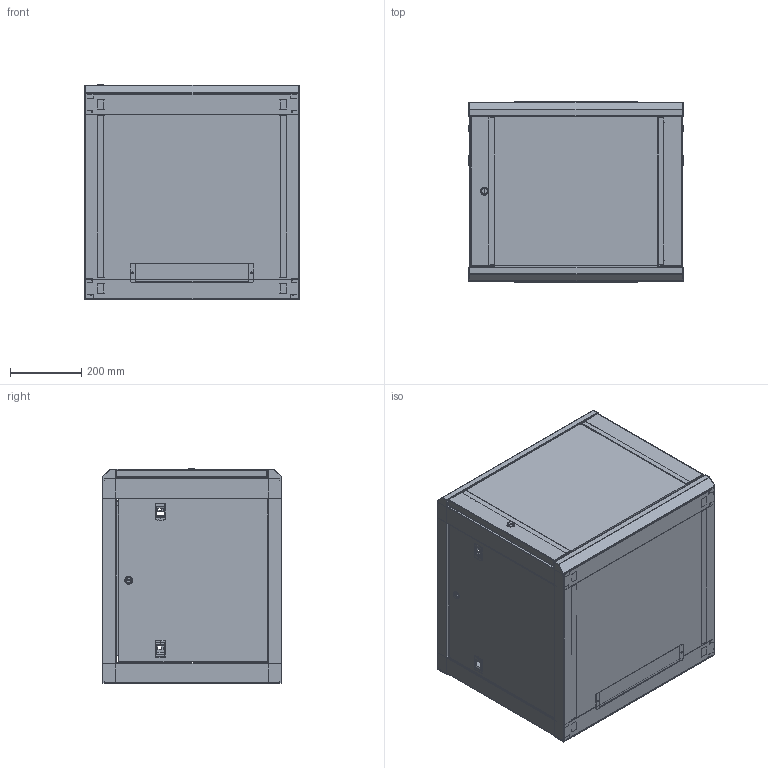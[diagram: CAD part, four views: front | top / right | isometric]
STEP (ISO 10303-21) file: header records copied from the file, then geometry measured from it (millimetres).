
FILE_DESCRIPTION (( 'STEP AP214' ), '1' );
FILE_NAME ('LC-SMA6609_3D.step', '2024-08-30T21:09:00', ( '' ), ( '' ), 'SwSTEP 2.0', 'SolidWorks 2022', '' );
FILE_SCHEMA (( 'AUTOMOTIVE_DESIGN' ));
Length unit declared in the file: millimetre
Products named in the file (39): LC-SMA6609_3D; Vt Mtg Rails^LC-SMA6609; Copy of Frame Part2^Frame Assy_LC-SMA6609; base panel 600 mm^base pnl assy_LC-SMA6609; L Bracket^LC-SMA6609; cable mgmt plate^top cover assy_LC-SMA6609; latch, lock^door lock_Side Pnl Assy_LC-SMA6609; screw, Lock^door lock_door assy_LC-SMA6609; Top Cover 600 mm^top cover assy_LC-SMA6609; door lock^Side Pnl Assy_LC-SMA6609; Door Frame w lock^door assy_LC-SMA6609; nut, lock^door lock_Side Pnl Assy_LC-SMA6609; wshr, lock^door lock_Side Pnl Assy_LC-SMA6609; wshr, lock^door lock_door assy_LC-SMA6609; Wall Mtg Pl^LC-SMA6609; door washer^LC-SMA6609; cylinder, lock^door lock_door assy_LC-SMA6609; Hz Beam^LC-SMA6609; Frame Assy^LC-SMA6609; cable mgmt plate^base pnl assy_LC-SMA6609; screw, Lock^door lock_Side Pnl Assy_LC-SMA6609; Glass Panel^door assy_LC-SMA6609; int lock-wshr, lock^door lock_door assy_LC-SMA6609; pnl latch^Side Pnl Assy_LC-SMA6609; latch, lock^door lock_door assy_LC-SMA6609; base pnl assy^LC-SMA6609; Back Plate^LC-SMA6609; Side Pnl Assy^LC-SMA6609; Copy of Frame Part1^Frame Assy_LC-SMA6609; Door Frame rt^door assy_LC-SMA6609; door assy^LC-SMA6609; Copy of Frame Part2_MIR^Frame Assy_LC-SMA6609; door lock^door assy_LC-SMA6609; side pnl^Side Pnl Assy_LC-SMA6609; top cover assy^LC-SMA6609; Copy of Frame Part1_MIR1^Frame Assy_LC-SMA6609; int lock-wshr, lock^door lock_Side Pnl Assy_LC-SMA6609; cylinder, lock^door lock_Side Pnl Assy_LC-SMA6609; nut, lock^door lock_door assy_LC-SMA6609
Assembly tree (48 placements, depth 4):
  LC-SMA6609_3D
    base pnl assy^LC-SMA6609
      base panel 600 mm^base pnl assy_LC-SMA6609
      cable mgmt plate^base pnl assy_LC-SMA6609
    Frame Assy^LC-SMA6609  x2
      Copy of Frame Part1^Frame Assy_LC-SMA6609
      Copy of Frame Part2^Frame Assy_LC-SMA6609
      Copy of Frame Part2_MIR^Frame Assy_LC-SMA6609
      Copy of Frame Part1_MIR1^Frame Assy_LC-SMA6609
    Back Plate^LC-SMA6609
    Wall Mtg Pl^LC-SMA6609
    Hz Beam^LC-SMA6609  x4
    Vt Mtg Rails^LC-SMA6609  x4
    L Bracket^LC-SMA6609  x2
    Side Pnl Assy^LC-SMA6609  x2
      side pnl^Side Pnl Assy_LC-SMA6609
      pnl latch^Side Pnl Assy_LC-SMA6609
      door lock^Side Pnl Assy_LC-SMA6609
        cylinder, lock^door lock_Side Pnl Assy_LC-SMA6609
        latch, lock^door lock_Side Pnl Assy_LC-SMA6609
        nut, lock^door lock_Side Pnl Assy_LC-SMA6609
        wshr, lock^door lock_Side Pnl Assy_LC-SMA6609
        int lock-wshr, lock^door lock_Side Pnl Assy_LC-SMA6609
        screw, Lock^door lock_Side Pnl Assy_LC-SMA6609
    door washer^LC-SMA6609
    door assy^LC-SMA6609
      Door Frame w lock^door assy_LC-SMA6609
      Glass Panel^door assy_LC-SMA6609
      Door Frame rt^door assy_LC-SMA6609
      door lock^door assy_LC-SMA6609
        cylinder, lock^door lock_door assy_LC-SMA6609
        latch, lock^door lock_door assy_LC-SMA6609
        nut, lock^door lock_door assy_LC-SMA6609
        wshr, lock^door lock_door assy_LC-SMA6609
        int lock-wshr, lock^door lock_door assy_LC-SMA6609
        screw, Lock^door lock_door assy_LC-SMA6609
    top cover assy^LC-SMA6609
      Top Cover 600 mm^top cover assy_LC-SMA6609
      cable mgmt plate^top cover assy_LC-SMA6609
Bounding box: 604 x 504.6 x 605.44 mm (x, y, z)
Volume: 2797503.7 mm3; surface area: 5519121.1 mm2
Topology: 49 solids, 55 shells, 3659 faces, 10404 edges, 6836 vertices
Faces by surface type: plane 2539, cylinder 1002, bspline 64, cone 54
Entity records: 80365 total; most frequent: CARTESIAN_POINT 12993, ORIENTED_EDGE 10538, DIRECTION 10360, EDGE_CURVE 5287, VECTOR 3686, LINE 3686, VERTEX_POINT 3468, AXIS2_PLACEMENT_3D 3337
